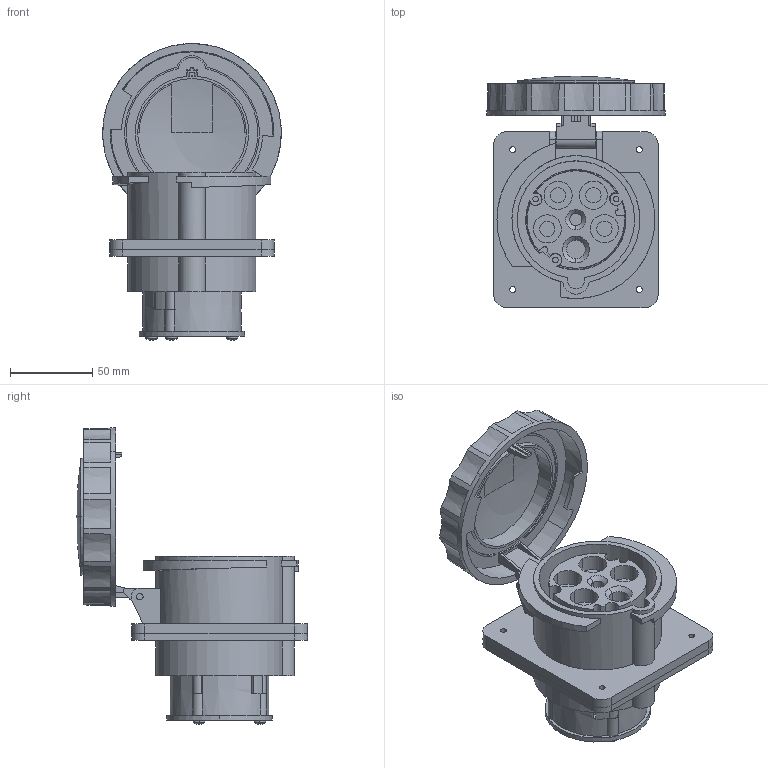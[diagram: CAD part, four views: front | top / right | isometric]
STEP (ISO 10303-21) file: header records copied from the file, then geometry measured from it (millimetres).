
FILE_DESCRIPTION((''),'2;1');
FILE_NAME('81683_3D-SIMPLIFIED_ASM','2023-03-24T13:54:33',('theo.robert.ext'),(''),'CREO PARAMETRIC BY PTC INC, 2018260','CREO PARAMETRIC BY PTC INC, 2018260','');
FILE_SCHEMA(('CONFIG_CONTROL_DESIGN'));
Length unit declared in the file: millimetre
Products named in the file (8): PRT0001; PRT0002; PRT0003; PRT0004; PRT0005; PRT0006; PRT0007; 81683_3D-SIMPLIFIED_ASM
Assembly tree (9 placements, depth 2):
  81683_3D-SIMPLIFIED_ASM
    PRT0001
    PRT0002
    PRT0003
    PRT0004
    PRT0005
    PRT0006
    PRT0007  x3
Bounding box: 108.55 x 140.5 x 180.42 mm (x, y, z)
Volume: 424393.3 mm3; surface area: 152807.2 mm2
Topology: 9 solids, 9 shells, 360 faces, 1036 edges, 715 vertices
Faces by surface type: plane 176, cylinder 143, cone 28, sphere 10, bspline 2, torus 1
Entity records: 11777 total; most frequent: CARTESIAN_POINT 2452, DIRECTION 2046, ORIENTED_EDGE 1896, EDGE_CURVE 948, AXIS2_PLACEMENT_3D 838, VERTEX_POINT 659, CIRCLE 495, EDGE_LOOP 397
